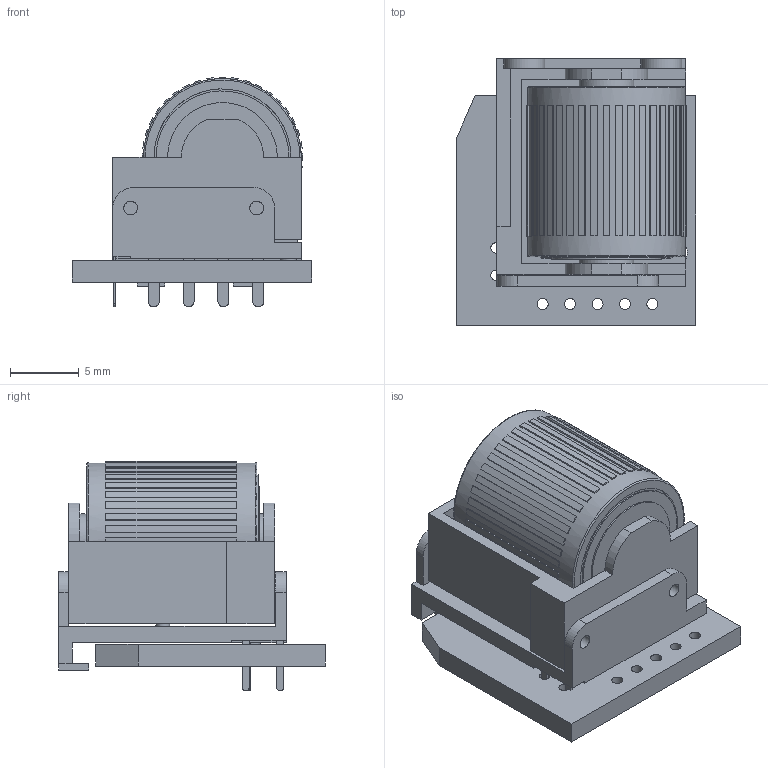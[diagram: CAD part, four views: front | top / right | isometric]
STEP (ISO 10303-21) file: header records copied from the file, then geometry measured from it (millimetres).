
FILE_DESCRIPTION(('KiCad electronic assembly'),'2;1');
FILE_NAME('evqv2.step','2022-09-01T21:25:30',('Pcbnew'),('Kicad'), 'Open CASCADE STEP processor 7.6','KiCad to STEP converter','Unknown' );
FILE_SCHEMA(('AUTOMOTIVE_DESIGN { 1 0 10303 214 1 1 1 1 }'));
Length unit declared in the file: millimetre
Products named in the file (4): evqv2 1; Encoder; COMPOUND; _autosave-evq PCB
Assembly tree (3 placements, depth 3):
  evqv2 1
    Encoder
      COMPOUND
    _autosave-evq PCB
Bounding box: 17.44 x 19.45 x 16.75 mm (x, y, z)
Volume: 2519.6 mm3; surface area: 4291.5 mm2
Topology: 13 solids, 13 shells, 424 faces, 1073 edges, 714 vertices
Faces by surface type: bspline 405, cylinder 12, plane 7
Full cylindrical faces by diameter (mm): 0.762 x2, 0.8 x5, 1 x4, 1.6 x1
Entity records: 25291 total; most frequent: CARTESIAN_POINT 10854, B_SPLINE_CURVE_WITH_KNOTS 2641, ORIENTED_EDGE 2146, PCURVE 2146, DEFINITIONAL_REPRESENTATION 2146, EDGE_CURVE 1073, SURFACE_CURVE 1045, VERTEX_POINT 714
